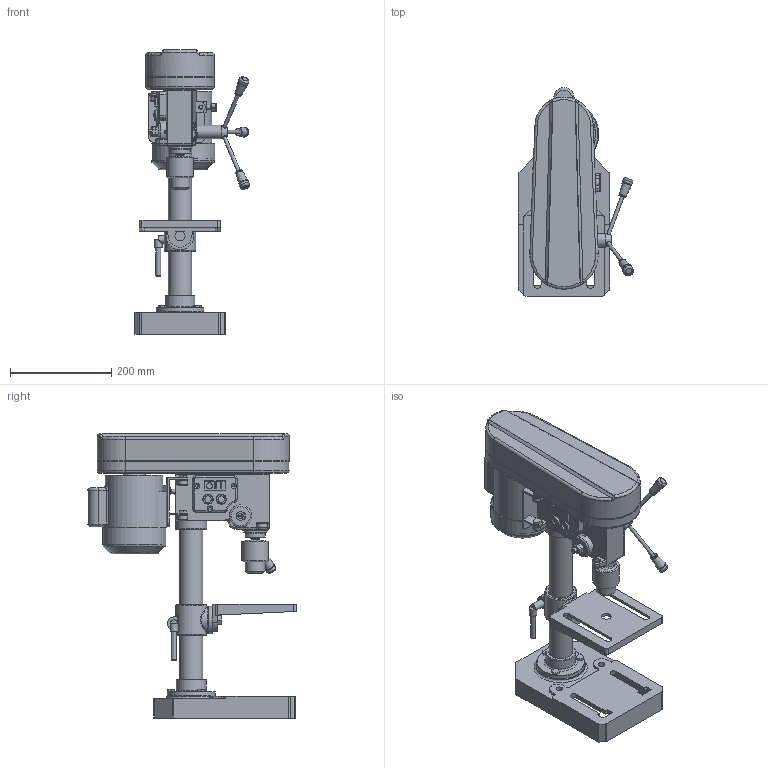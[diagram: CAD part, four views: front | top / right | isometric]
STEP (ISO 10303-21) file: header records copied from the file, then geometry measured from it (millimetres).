
FILE_DESCRIPTION(/* description */ ('STEP AP242','CAx-IF Rec.Pracs.---Representation and Presentation of Product Manufacturing Information (PMI)---4.0---2014-10-13','CAx-IF Rec.Pracs.---3D Tessellated Geometry---0.4---2014-09-14','2;1'),/* implementation_level */ '2;1');
FILE_NAME(/* name */ '6302807799b2da2d7709cb6c',/* time_stamp */ '2022-08-21T18:59:05+00:00',/* author */ (''),/* organization */ (''),/* preprocessor_version */ 'ST-DEVELOPER v18.102',/* originating_system */ ' ',/* authorisation */ ' ');
FILE_SCHEMA (('AP242_MANAGED_MODEL_BASED_3D_ENGINEERING_MIM_LF { 1 0 10303 442 1 1 4 }'));
Length unit declared in the file: metre
Products named in the file (41): Drill press - Ferm FTB-13M; Drill chuck (B16 0.5-13mm); Table subassy <1>; Table clamp; Clamp; Table; Bolt; Safety guard subassy <1>; Bottom safety guard; Top safety guard; Base subassy <1>; Column; Base clamp; Part 1; Base; Motor subassy <1>; Driven pulley; Motor; Head subassy <1>; Head; Spindle lock screw and nut; Spring nut; Pulley; Start Stop; Spindle spline guider <1>; 6203RS Bearing; Spline guider; Spring cap; Feed handle subassy <1>; Rubber knob; Knob axle; Feed handle axle; Motor tensioner clamp; Motor tensioner; Spindle subassy <1>; Rubber gasket; Ball bearing (OD:32-ID:12); Spindle; Spindle guide
Assembly tree (50 placements, depth 4):
  Drill press - Ferm FTB-13M
    Drill chuck (B16 0.5-13mm)
    Table subassy <1>
      Table clamp
      Clamp
      Table
      Bolt
    Safety guard subassy <1>
      Bottom safety guard
      Top safety guard
    Base subassy <1>
      Column
      Base clamp
      Part 1  x3
      Base
    Motor subassy <1>
      Driven pulley
      Bolt  x2
      Motor
    Head subassy <1>
      Head
      Spindle lock screw and nut
      Spring nut  x2
      Pulley
      Start Stop
      Spindle spline guider <1>
        Part 1
        6203RS Bearing  x2
        Spline guider
      Spring cap
      Feed handle subassy <1>
        Rubber knob  x3
        Knob axle  x3
        Feed handle axle
      Motor tensioner clamp
      Motor tensioner
      Spindle subassy <1>
        Rubber gasket
        Ball bearing (OD:32-ID:12)  x2
        Spindle
        Spindle guide
Bounding box: 227.48 x 411.62 x 561 mm (x, y, z)
Volume: 4224464.9 mm3; surface area: 1164173.2 mm2
Topology: 42 solids, 42 shells, 1195 faces, 2736 edges, 1733 vertices
Faces by surface type: plane 581, cylinder 408, torus 126, cone 50, bspline 25, sphere 5
Full cylindrical faces by diameter (mm): 4.3 x1, 4.4 x1, 5.9 x1, 6.2 x3, 6.9 x2, 7 x8, 7.1 x3, 7.2 x5, 7.7 x6, 7.8 x4, 7.95 x2, 8 x4, 8.8 x2, 9 x5, 9.5 x1, 9.8 x1, 10 x3, 10.05 x2, 10.75 x1, 10.8 x1, 11.5 x2, 11.75 x1, 11.85 x1, 11.9 x1, 12 x4, 12.5 x2, 13 x4, 13.1 x1, 13.9 x1, 14 x4
Entity records: 31653 total; most frequent: CARTESIAN_POINT 6381, DIRECTION 5188, ORIENTED_EDGE 4410, EDGE_CURVE 2205, AXIS2_PLACEMENT_3D 2078, VERTEX_POINT 1531, EDGE_LOOP 1520, FACE_BOUND 1520
